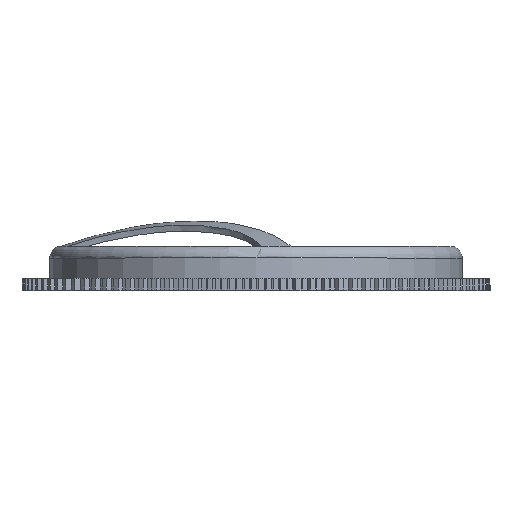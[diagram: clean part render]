
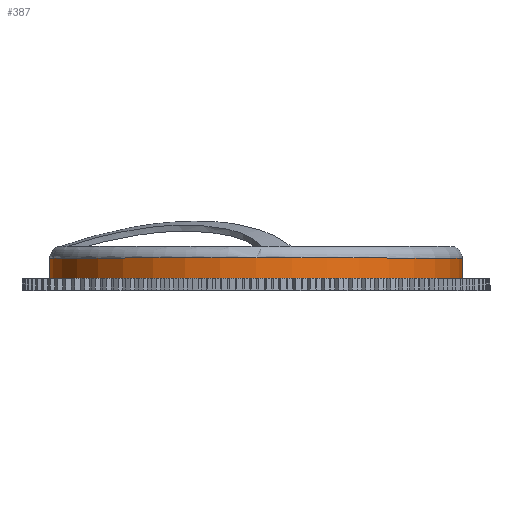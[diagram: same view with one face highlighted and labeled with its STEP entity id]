
A CAD part, top view. The second image highlights one B-rep face of the part: STEP entity #387.
In plain terms, the highlighted cylindrical face has radius 35.25 mm (diameter 70.5 mm), a partial arc.
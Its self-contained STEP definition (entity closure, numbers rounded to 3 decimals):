
#1=CARTESIAN_POINT('',(0.,0.,0.));
#2=DIRECTION('',(0.,-1.,0.));
#3=DIRECTION('',(1.,0.,0.));
#4=AXIS2_PLACEMENT_3D('',#1,#2,#3);
#6=DIRECTION('',(0.,1.,0.));
#7=VECTOR('',#6,3.5);
#8=CARTESIAN_POINT('',(35.25,0.,0.));
#9=LINE('',#8,#7);
#10=DIRECTION('',(0.,1.,0.));
#11=VECTOR('',#10,3.5);
#12=CARTESIAN_POINT('',(-35.25,0.,0.));
#13=LINE('',#12,#11);
#39=CARTESIAN_POINT('',(0.,3.5,0.));
#40=DIRECTION('',(0.,-1.,0.));
#41=DIRECTION('',(1.,0.,0.));
#42=AXIS2_PLACEMENT_3D('',#39,#40,#41);
#324=CARTESIAN_POINT('',(35.25,0.,0.));
#325=CARTESIAN_POINT('',(35.25,3.5,0.));
#326=VERTEX_POINT('',#324);
#327=VERTEX_POINT('',#325);
#332=CARTESIAN_POINT('',(-35.25,0.,0.));
#333=CARTESIAN_POINT('',(-35.25,3.5,0.));
#334=VERTEX_POINT('',#332);
#335=VERTEX_POINT('',#333);
#372=CARTESIAN_POINT('',(0.,12.075,0.));
#373=DIRECTION('',(0.,-1.,0.));
#374=DIRECTION('',(-1.,0.,0.));
#375=AXIS2_PLACEMENT_3D('',#372,#373,#374);
#376=CYLINDRICAL_SURFACE('',#375,35.25);
#378=ORIENTED_EDGE('',*,*,#377,.F.);
#380=ORIENTED_EDGE('',*,*,#379,.T.);
#382=ORIENTED_EDGE('',*,*,#381,.T.);
#384=ORIENTED_EDGE('',*,*,#383,.F.);
#385=EDGE_LOOP('',(#378,#380,#382,#384));
#386=FACE_OUTER_BOUND('',#385,.F.);
#387=ADVANCED_FACE('',(#386),#376,.T.);
#5=CIRCLE('',#4,35.25);
#43=CIRCLE('',#42,35.25);
#377=EDGE_CURVE('',#326,#327,#9,.T.);
#379=EDGE_CURVE('',#326,#334,#5,.T.);
#381=EDGE_CURVE('',#334,#335,#13,.T.);
#383=EDGE_CURVE('',#327,#335,#43,.T.);
